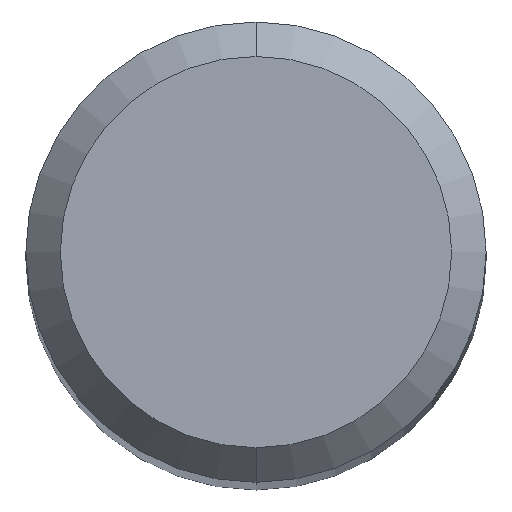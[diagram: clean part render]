
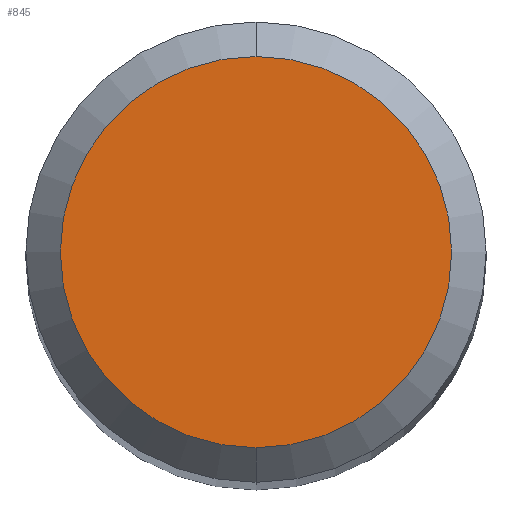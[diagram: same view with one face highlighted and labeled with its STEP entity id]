
A CAD part, top view. The second image highlights one B-rep face of the part: STEP entity #845.
In plain terms, the highlighted planar face has unit normal (0, 0, 1).
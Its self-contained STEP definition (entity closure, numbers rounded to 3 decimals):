
#717=EDGE_CURVE('',#775,#967,#1428,.T.);
#759=EDGE_CURVE('',#967,#775,#1473,.T.);
#775=VERTEX_POINT('',#1489);
#845=ADVANCED_FACE('',(#1564),#1565,.T.);
#967=VERTEX_POINT('',#1701);
#1428=CIRCLE('',#3401,1.7);
#1473=CIRCLE('',#3487,1.7);
#1489=CARTESIAN_POINT('',(0.0,1.7,0.0));
#1564=FACE_OUTER_BOUND('',#3906,.T.);
#1565=PLANE('',#3907);
#1701=CARTESIAN_POINT('',(0.,-1.7,0.0));
#3401=AXIS2_PLACEMENT_3D('',#5640,#5641,#5642);
#3487=AXIS2_PLACEMENT_3D('',#5712,#5713,#5714);
#3906=EDGE_LOOP('',(#5782,#5783));
#3907=AXIS2_PLACEMENT_3D('',#5784,#5785,#5786);
#5640=CARTESIAN_POINT('',(0.0,0.0,0.0));
#5641=DIRECTION('',(0.0,0.0,-1.0));
#5642=DIRECTION('',(0.0,1.0,0.0));
#5712=CARTESIAN_POINT('',(0.0,0.0,0.0));
#5713=DIRECTION('',(0.0,0.0,-1.0));
#5714=DIRECTION('',(0.0,1.0,0.0));
#5782=ORIENTED_EDGE('',*,*,#717,.F.);
#5783=ORIENTED_EDGE('',*,*,#759,.F.);
#5784=CARTESIAN_POINT('',(0.0,0.85,0.0));
#5785=DIRECTION('',(-0.0,0.0,1.0));
#5786=DIRECTION('',(0.0,-1.0,0.0));
